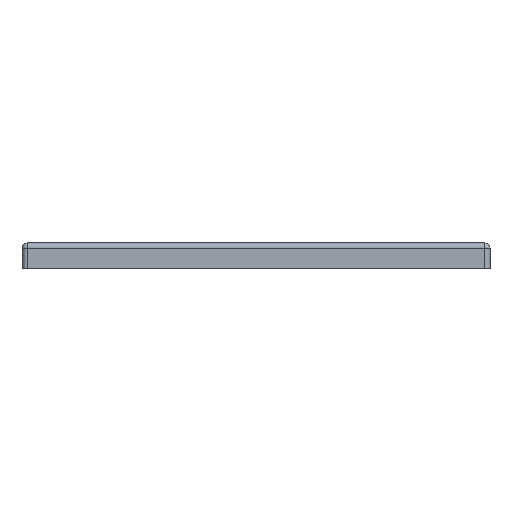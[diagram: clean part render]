
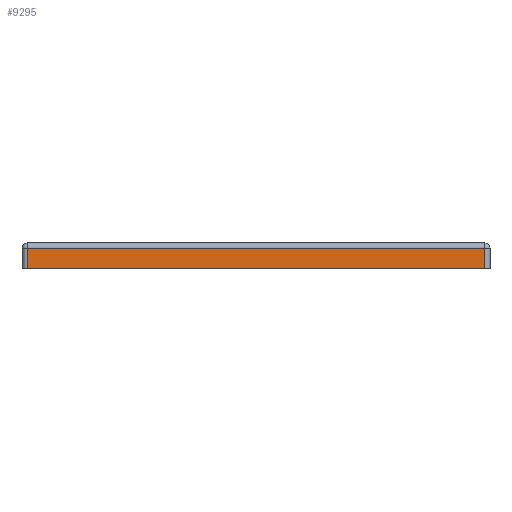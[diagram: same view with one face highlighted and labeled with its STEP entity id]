
A CAD part, front view. The second image highlights one B-rep face of the part: STEP entity #9295.
In plain terms, the highlighted planar face has unit normal (0, -1, 0).
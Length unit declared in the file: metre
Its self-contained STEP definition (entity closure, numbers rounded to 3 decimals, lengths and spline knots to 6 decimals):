
#1363=ORIENTED_EDGE('',*,*,#4253,.T.);
#1364=ORIENTED_EDGE('',*,*,#4254,.T.);
#1365=ORIENTED_EDGE('',*,*,#4217,.F.);
#1366=ORIENTED_EDGE('',*,*,#4255,.T.);
#4217=EDGE_CURVE('',#5662,#5663,#6390,.T.);
#4253=EDGE_CURVE('',#5698,#5699,#6408,.T.);
#4254=EDGE_CURVE('',#5699,#5663,#6409,.T.);
#4255=EDGE_CURVE('',#5662,#5698,#6410,.F.);
#5662=VERTEX_POINT('',#13405);
#5663=VERTEX_POINT('',#13407);
#5698=VERTEX_POINT('',#13479);
#5699=VERTEX_POINT('',#13480);
#6390=LINE('',#13406,#7235);
#6408=LINE('',#13478,#7253);
#6409=LINE('',#13481,#7254);
#6410=LINE('',#13482,#7255);
#7235=VECTOR('',#10782,1.);
#7253=VECTOR('',#10838,1.);
#7254=VECTOR('',#10839,1.);
#7255=VECTOR('',#10840,1.);
#7949=EDGE_LOOP('',(#1363,#1364,#1365,#1366));
#8534=FACE_BOUND('',#7949,.T.);
#9075=PLANE('',#9959);
#9295=ADVANCED_FACE('',(#8534),#9075,.T.);
#9959=AXIS2_PLACEMENT_3D('',#13477,#10836,#10837);
#10782=DIRECTION('',(-1.,0.,0.));
#10836=DIRECTION('',(0.,-1.,0.));
#10837=DIRECTION('',(1.,0.,0.));
#10838=DIRECTION('',(-1.,0.,0.));
#10839=DIRECTION('',(0.,0.,-1.));
#10840=DIRECTION('',(0.,0.,-1.));
#13405=CARTESIAN_POINT('',(0.044,-0.045,0.));
#13406=CARTESIAN_POINT('',(0.,-0.045,0.));
#13407=CARTESIAN_POINT('',(-0.044,-0.045,0.));
#13477=CARTESIAN_POINT('',(0.,-0.045,0.005));
#13478=CARTESIAN_POINT('',(0.,-0.045,0.004));
#13479=CARTESIAN_POINT('',(0.044,-0.045,0.004));
#13480=CARTESIAN_POINT('',(-0.044,-0.045,0.004));
#13481=CARTESIAN_POINT('',(-0.044,-0.045,0.005));
#13482=CARTESIAN_POINT('',(0.044,-0.045,0.005));
